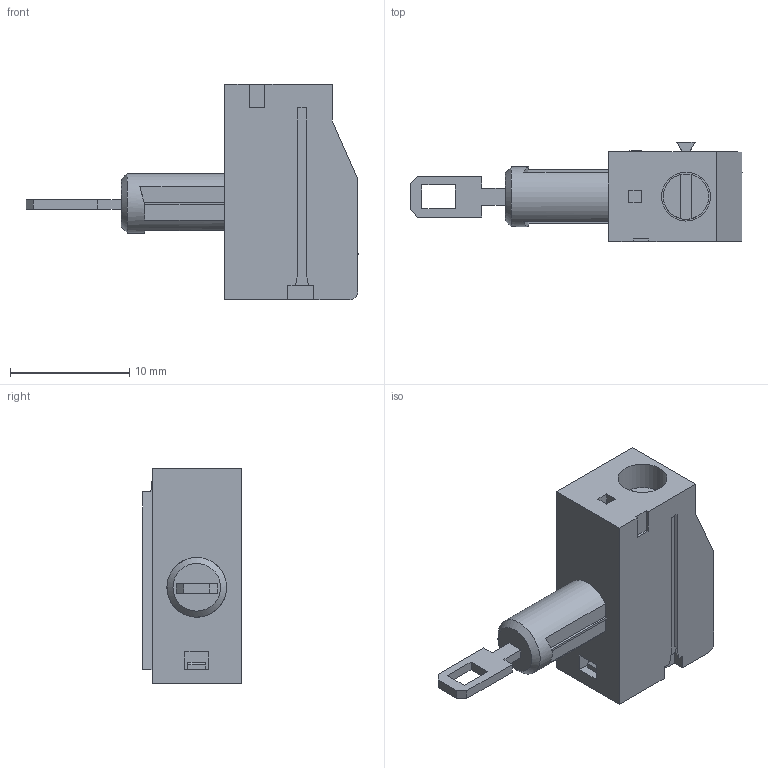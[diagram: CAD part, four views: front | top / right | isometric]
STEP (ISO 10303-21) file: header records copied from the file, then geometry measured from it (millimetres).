
FILE_DESCRIPTION(('STEP AP214'),'1');
FILE_NAME('MPT275.stp','2015-09-28T07:46:18',(' '),(' '),'Spatial InterOp 3D',' ',' ');
FILE_SCHEMA(('automotive_design'));
Length unit declared in the file: metre
Products named in the file (1): 1
Bounding box: 27.84 x 8.3 x 18.1 mm (x, y, z)
Volume: 1527.6 mm3; surface area: 1200.5 mm2
Topology: 1 solids, 1 shells, 104 faces, 267 edges, 174 vertices
Faces by surface type: plane 99, cylinder 4, cone 1
Full cylindrical faces by diameter (mm): 3.8 x1, 4.1 x1, 5 x1
Entity records: 3909 total; most frequent: CARTESIAN_POINT 538, ORIENTED_EDGE 522, DIRECTION 490, EDGE_CURVE 261, LINE 242, VECTOR 242, VERTEX_POINT 172, AXIS2_PLACEMENT_3D 124
